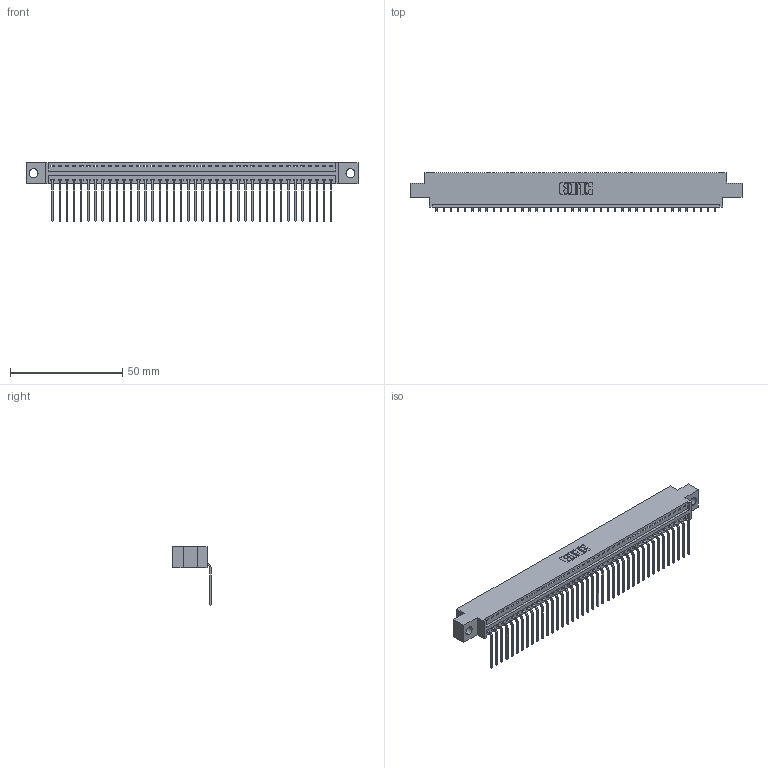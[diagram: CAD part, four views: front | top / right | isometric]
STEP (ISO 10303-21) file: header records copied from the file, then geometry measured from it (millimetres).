
FILE_DESCRIPTION (( 'STEP AP203' ), '1' );
FILE_NAME ('346-040-559-604.STEP', '2022-05-07T10:38:34', ( '' ), ( '' ), 'SwSTEP 2.0', 'SolidWorks 2020', '' );
FILE_SCHEMA (( 'CONFIG_CONTROL_DESIGN' ));
Length unit declared in the file: inch
Products named in the file (3): 345-292-001_558 559 Tail - 1; 346-040-559-604; 346 Part_0.170 Offset - 0.156 Dia-TH
Assembly tree (41 placements, depth 2):
  346-040-559-604
    346 Part_0.170 Offset - 0.156 Dia-TH
    345-292-001_558 559 Tail - 1  x40
Bounding box: 147.57 x 17.08 x 26.16 mm (x, y, z)
Volume: 13985 mm3; surface area: 18250.6 mm2
Topology: 41 solids, 41 shells, 2540 faces, 7657 edges, 5050 vertices
Faces by surface type: plane 1774, cylinder 766
Entity records: 25729 total; most frequent: CARTESIAN_POINT 4422, ORIENTED_EDGE 4394, DIRECTION 3901, EDGE_CURVE 2197, VECTOR 1905, LINE 1905, VERTEX_POINT 1462, AXIS2_PLACEMENT_3D 998
